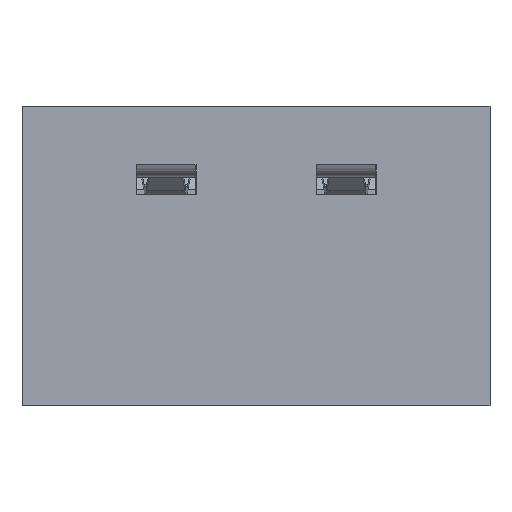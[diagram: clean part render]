
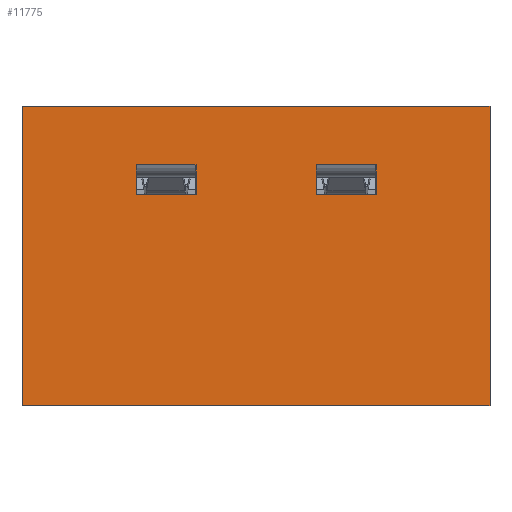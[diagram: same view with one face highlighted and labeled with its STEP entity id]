
A CAD part, front view. The second image highlights one B-rep face of the part: STEP entity #11775.
In plain terms, the highlighted face is planar.
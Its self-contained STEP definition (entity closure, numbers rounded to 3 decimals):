
#3805=ORIENTED_EDGE('',*,*,#5614,.F.);
#3806=ORIENTED_EDGE('',*,*,#5615,.F.);
#3807=ORIENTED_EDGE('',*,*,#5616,.F.);
#3808=ORIENTED_EDGE('',*,*,#5617,.F.);
#3809=ORIENTED_EDGE('',*,*,#5618,.F.);
#3810=ORIENTED_EDGE('',*,*,#5619,.F.);
#3811=ORIENTED_EDGE('',*,*,#5620,.F.);
#3812=ORIENTED_EDGE('',*,*,#5621,.F.);
#3813=ORIENTED_EDGE('',*,*,#5607,.F.);
#3814=ORIENTED_EDGE('',*,*,#5613,.F.);
#3815=ORIENTED_EDGE('',*,*,#5611,.F.);
#3816=ORIENTED_EDGE('',*,*,#5609,.F.);
#5607=EDGE_CURVE('',#6714,#6715,#8026,.T.);
#5609=EDGE_CURVE('',#6715,#6716,#8028,.T.);
#5611=EDGE_CURVE('',#6716,#6717,#8030,.T.);
#5613=EDGE_CURVE('',#6717,#6714,#8032,.T.);
#5614=EDGE_CURVE('',#6718,#6719,#8033,.T.);
#5615=EDGE_CURVE('',#6720,#6718,#8034,.T.);
#5616=EDGE_CURVE('',#6721,#6720,#8035,.T.);
#5617=EDGE_CURVE('',#6719,#6721,#8036,.T.);
#5618=EDGE_CURVE('',#6722,#6723,#8037,.T.);
#5619=EDGE_CURVE('',#6724,#6722,#8038,.T.);
#5620=EDGE_CURVE('',#6725,#6724,#8039,.T.);
#5621=EDGE_CURVE('',#6723,#6725,#8040,.T.);
#6714=VERTEX_POINT('',#19836);
#6715=VERTEX_POINT('',#19838);
#6716=VERTEX_POINT('',#19842);
#6717=VERTEX_POINT('',#19846);
#6718=VERTEX_POINT('',#19852);
#6719=VERTEX_POINT('',#19853);
#6720=VERTEX_POINT('',#19855);
#6721=VERTEX_POINT('',#19857);
#6722=VERTEX_POINT('',#19860);
#6723=VERTEX_POINT('',#19861);
#6724=VERTEX_POINT('',#19863);
#6725=VERTEX_POINT('',#19865);
#8026=LINE('',#19837,#9373);
#8028=LINE('',#19841,#9375);
#8030=LINE('',#19845,#9377);
#8032=LINE('',#19849,#9379);
#8033=LINE('',#19851,#9380);
#8034=LINE('',#19854,#9381);
#8035=LINE('',#19856,#9382);
#8036=LINE('',#19858,#9383);
#8037=LINE('',#19859,#9384);
#8038=LINE('',#19862,#9385);
#8039=LINE('',#19864,#9386);
#8040=LINE('',#19866,#9387);
#9373=VECTOR('',#15992,1000.);
#9375=VECTOR('',#15996,1000.);
#9377=VECTOR('',#16000,1000.);
#9379=VECTOR('',#16004,1000.);
#9380=VECTOR('',#16007,1000.);
#9381=VECTOR('',#16008,1000.);
#9382=VECTOR('',#16009,1000.);
#9383=VECTOR('',#16010,1000.);
#9384=VECTOR('',#16011,1000.);
#9385=VECTOR('',#16012,1000.);
#9386=VECTOR('',#16013,1000.);
#9387=VECTOR('',#16014,1000.);
#10058=EDGE_LOOP('',(#3805,#3806,#3807,#3808));
#10059=EDGE_LOOP('',(#3809,#3810,#3811,#3812));
#10060=EDGE_LOOP('',(#3813,#3814,#3815,#3816));
#10713=FACE_BOUND('',#10058,.T.);
#10714=FACE_BOUND('',#10059,.T.);
#10715=FACE_BOUND('',#10060,.T.);
#11146=PLANE('',#12944);
#11775=ADVANCED_FACE('',(#10713,#10714,#10715),#11146,.F.);
#12944=AXIS2_PLACEMENT_3D('',#19850,#16005,#16006);
#15992=DIRECTION('',(0.,0.,-1.));
#15996=DIRECTION('',(0.,1.,0.));
#16000=DIRECTION('',(0.,0.,1.));
#16004=DIRECTION('',(0.,-1.,0.));
#16005=DIRECTION('',(1.,0.,0.));
#16006=DIRECTION('',(0.,0.,-1.));
#16007=DIRECTION('',(0.,-1.,0.));
#16008=DIRECTION('',(0.,0.,-1.));
#16009=DIRECTION('',(0.,1.,0.));
#16010=DIRECTION('',(0.,0.,1.));
#16011=DIRECTION('',(0.,-1.,0.));
#16012=DIRECTION('',(0.,0.,-1.));
#16013=DIRECTION('',(0.,1.,0.));
#16014=DIRECTION('',(0.,0.,1.));
#19836=CARTESIAN_POINT('',(-1.,-7.8,5.));
#19837=CARTESIAN_POINT('',(-1.,-7.8,5.));
#19838=CARTESIAN_POINT('',(-1.,-7.8,-5.));
#19841=CARTESIAN_POINT('',(-1.,-7.8,-5.));
#19842=CARTESIAN_POINT('',(-1.,7.8,-5.));
#19845=CARTESIAN_POINT('',(-1.,7.8,-5.));
#19846=CARTESIAN_POINT('',(-1.,7.8,5.));
#19849=CARTESIAN_POINT('',(-1.,7.8,5.));
#19850=CARTESIAN_POINT('',(-1.,0.,0.));
#19851=CARTESIAN_POINT('',(-1.,-2.,2.04));
#19852=CARTESIAN_POINT('',(-1.,-2.,2.04));
#19853=CARTESIAN_POINT('',(-1.,-4.,2.04));
#19854=CARTESIAN_POINT('',(-1.,-2.,3.04));
#19855=CARTESIAN_POINT('',(-1.,-2.,3.04));
#19856=CARTESIAN_POINT('',(-1.,-4.,3.04));
#19857=CARTESIAN_POINT('',(-1.,-4.,3.04));
#19858=CARTESIAN_POINT('',(-1.,-4.,2.04));
#19859=CARTESIAN_POINT('',(-1.,4.,2.04));
#19860=CARTESIAN_POINT('',(-1.,4.,2.04));
#19861=CARTESIAN_POINT('',(-1.,2.,2.04));
#19862=CARTESIAN_POINT('',(-1.,4.,3.04));
#19863=CARTESIAN_POINT('',(-1.,4.,3.04));
#19864=CARTESIAN_POINT('',(-1.,2.,3.04));
#19865=CARTESIAN_POINT('',(-1.,2.,3.04));
#19866=CARTESIAN_POINT('',(-1.,2.,2.04));
